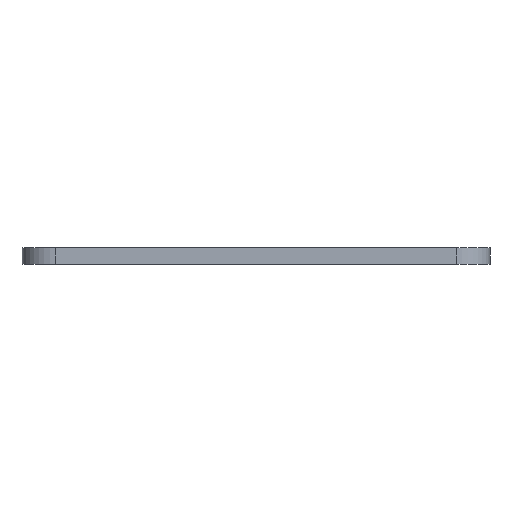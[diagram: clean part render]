
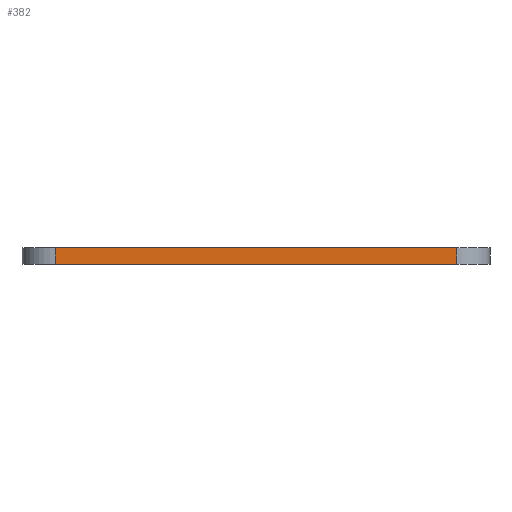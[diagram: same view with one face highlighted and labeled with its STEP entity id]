
A CAD part, left-side view. The second image highlights one B-rep face of the part: STEP entity #382.
In plain terms, the highlighted planar face has unit normal (-1, 0, 0).
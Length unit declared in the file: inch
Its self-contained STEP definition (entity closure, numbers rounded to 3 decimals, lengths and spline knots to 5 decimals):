
#31 = EDGE_CURVE ( 'NONE', #597, #1186, #1181, .T. ) ;
#46 = VECTOR ( 'NONE', #342, 39.37008 ) ;
#100 = ORIENTED_EDGE ( 'NONE', *, *, #31, .T. ) ;
#145 = CARTESIAN_POINT ( 'NONE',  ( -1., 0., 0. ) ) ;
#219 = VERTEX_POINT ( 'NONE', #1235 ) ;
#250 = DIRECTION ( 'NONE',  ( 0., -1., 0. ) ) ;
#256 = FACE_OUTER_BOUND ( 'NONE', #531, .T. ) ;
#327 = DIRECTION ( 'NONE',  ( 0., 1., 0. ) ) ;
#332 = CARTESIAN_POINT ( 'NONE',  ( -1., -2.25, 0.125 ) ) ;
#342 = DIRECTION ( 'NONE',  ( 0., -1., 0. ) ) ;
#350 = ORIENTED_EDGE ( 'NONE', *, *, #1500, .T. ) ;
#382 = ADVANCED_FACE ( 'NONE', ( #256 ), #589, .F. ) ;
#406 = CARTESIAN_POINT ( 'NONE',  ( -1., 0.75, 0. ) ) ;
#473 = EDGE_CURVE ( 'NONE', #1188, #219, #817, .T. ) ;
#531 = EDGE_LOOP ( 'NONE', ( #711, #999, #100, #350 ) ) ;
#584 = CARTESIAN_POINT ( 'NONE',  ( -1., 0., 0.125 ) ) ;
#589 = PLANE ( 'NONE',  #794 ) ;
#597 = VERTEX_POINT ( 'NONE', #406 ) ;
#619 = VECTOR ( 'NONE', #250, 39.37008 ) ;
#625 = VECTOR ( 'NONE', #784, 39.37008 ) ;
#665 = CARTESIAN_POINT ( 'NONE',  ( -1., 0.75, 0. ) ) ;
#711 = ORIENTED_EDGE ( 'NONE', *, *, #473, .F. ) ;
#784 = DIRECTION ( 'NONE',  ( 0., 0., 1. ) ) ;
#794 = AXIS2_PLACEMENT_3D ( 'NONE', #584, #1284, #327 ) ;
#817 = LINE ( 'NONE', #1276, #619 ) ;
#953 = CARTESIAN_POINT ( 'NONE',  ( -1., -2.25, 0. ) ) ;
#999 = ORIENTED_EDGE ( 'NONE', *, *, #1461, .T. ) ;
#1142 = LINE ( 'NONE', #332, #625 ) ;
#1147 = DIRECTION ( 'NONE',  ( 0., 0., -1. ) ) ;
#1181 = LINE ( 'NONE', #145, #46 ) ;
#1186 = VERTEX_POINT ( 'NONE', #953 ) ;
#1188 = VERTEX_POINT ( 'NONE', #1383 ) ;
#1235 = CARTESIAN_POINT ( 'NONE',  ( -1., -2.25, 0.125 ) ) ;
#1238 = LINE ( 'NONE', #665, #1298 ) ;
#1276 = CARTESIAN_POINT ( 'NONE',  ( -1., 0., 0.125 ) ) ;
#1284 = DIRECTION ( 'NONE',  ( 1., 0., 0. ) ) ;
#1298 = VECTOR ( 'NONE', #1147, 39.37008 ) ;
#1383 = CARTESIAN_POINT ( 'NONE',  ( -1., 0.75, 0.125 ) ) ;
#1461 = EDGE_CURVE ( 'NONE', #1188, #597, #1238, .T. ) ;
#1500 = EDGE_CURVE ( 'NONE', #1186, #219, #1142, .T. ) ;
